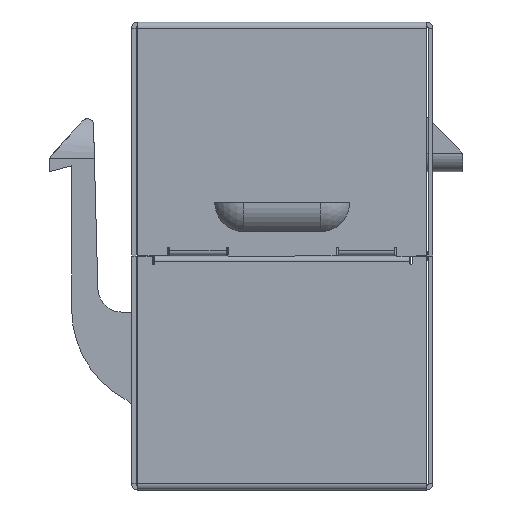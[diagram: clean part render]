
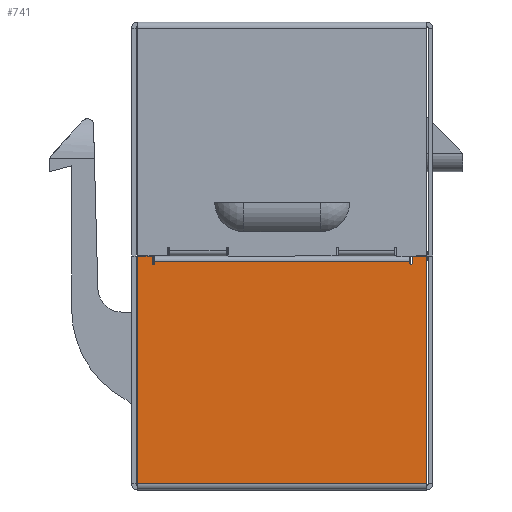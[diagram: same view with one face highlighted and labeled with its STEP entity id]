
A CAD part, left-side view. The second image highlights one B-rep face of the part: STEP entity #741.
In plain terms, the highlighted face is planar.
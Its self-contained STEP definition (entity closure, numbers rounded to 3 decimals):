
#741 = ADVANCED_FACE ( 'NONE', ( #44404 ), #43234, .F. ) ;
#934 = LINE ( 'NONE', #5076, #18557 ) ;
#1196 = DIRECTION ( 'NONE',  ( 0., 0., 1. ) ) ;
#1224 = EDGE_CURVE ( 'NONE', #22548, #18547, #24720, .T. ) ;
#2730 = EDGE_CURVE ( 'NONE', #4621, #37008, #934, .T. ) ;
#3164 = CARTESIAN_POINT ( 'NONE',  ( -6.82, -7.3, -11.975 ) ) ;
#3801 = VECTOR ( 'NONE', #27497, 1000. ) ;
#4601 = CARTESIAN_POINT ( 'NONE',  ( 7.72, -7.3, -12.25 ) ) ;
#4621 = VERTEX_POINT ( 'NONE', #12081 ) ;
#4716 = ORIENTED_EDGE ( 'NONE', *, *, #2730, .F. ) ;
#5076 = CARTESIAN_POINT ( 'NONE',  ( -6.945, -7.3, 0. ) ) ;
#5150 = LINE ( 'NONE', #6016, #33226 ) ;
#5355 = CARTESIAN_POINT ( 'NONE',  ( 6.882, -7.3, -11.85 ) ) ;
#5647 = EDGE_CURVE ( 'NONE', #29800, #4621, #21048, .T. ) ;
#6016 = CARTESIAN_POINT ( 'NONE',  ( 6.945, -7.3, 0. ) ) ;
#6046 = CARTESIAN_POINT ( 'NONE',  ( -6.82, -7.3, -11.85 ) ) ;
#6102 = DIRECTION ( 'NONE',  ( 0., 0., 1. ) ) ;
#6142 = AXIS2_PLACEMENT_3D ( 'NONE', #20865, #8554, #1196 ) ;
#6442 = VECTOR ( 'NONE', #9669, 1000. ) ;
#6624 = EDGE_CURVE ( 'NONE', #20206, #37411, #13321, .T. ) ;
#6775 = AXIS2_PLACEMENT_3D ( 'NONE', #5355, #27144, #6102 ) ;
#7116 = DIRECTION ( 'NONE',  ( 1., 0., 0. ) ) ;
#7515 = LINE ( 'NONE', #14190, #17986 ) ;
#7532 = LINE ( 'NONE', #20116, #6442 ) ;
#8105 = CARTESIAN_POINT ( 'NONE',  ( -6.882, -7.3, -11.85 ) ) ;
#8118 = EDGE_CURVE ( 'NONE', #37411, #37008, #40653, .T. ) ;
#8554 = DIRECTION ( 'NONE',  ( 0., 1., 0. ) ) ;
#8721 = ORIENTED_EDGE ( 'NONE', *, *, #12198, .F. ) ;
#9574 = VERTEX_POINT ( 'NONE', #13343 ) ;
#9669 = DIRECTION ( 'NONE',  ( 0., 0., -1. ) ) ;
#11631 = CARTESIAN_POINT ( 'NONE',  ( -6.82, -7.3, 0. ) ) ;
#11668 = DIRECTION ( 'NONE',  ( 0., 0., 1. ) ) ;
#12081 = CARTESIAN_POINT ( 'NONE',  ( -6.945, -7.3, -11.85 ) ) ;
#12198 = EDGE_CURVE ( 'NONE', #39840, #22548, #5150, .T. ) ;
#12302 = CARTESIAN_POINT ( 'NONE',  ( 6.82, -7.3, -11.85 ) ) ;
#12601 = VECTOR ( 'NONE', #18640, 1000. ) ;
#13088 = DIRECTION ( 'NONE',  ( 0., 0., 1. ) ) ;
#13321 = LINE ( 'NONE', #16668, #41360 ) ;
#13343 = CARTESIAN_POINT ( 'NONE',  ( 7.72, -7.3, -0.08 ) ) ;
#14190 = CARTESIAN_POINT ( 'NONE',  ( -6.82, -7.3, -11.975 ) ) ;
#14778 = ORIENTED_EDGE ( 'NONE', *, *, #34378, .T. ) ;
#15657 = VERTEX_POINT ( 'NONE', #3164 ) ;
#15820 = CARTESIAN_POINT ( 'NONE',  ( 7.72, -7.3, -12.25 ) ) ;
#16132 = CARTESIAN_POINT ( 'NONE',  ( -7.72, -7.3, -0.08 ) ) ;
#16668 = CARTESIAN_POINT ( 'NONE',  ( -7.72, -7.3, -12.25 ) ) ;
#16746 = CARTESIAN_POINT ( 'NONE',  ( 7.72, -7.3, -0.08 ) ) ;
#17986 = VECTOR ( 'NONE', #7116, 1000. ) ;
#18234 = LINE ( 'NONE', #11631, #35804 ) ;
#18547 = VERTEX_POINT ( 'NONE', #12302 ) ;
#18557 = VECTOR ( 'NONE', #26096, 1000. ) ;
#18640 = DIRECTION ( 'NONE',  ( 1., 0., 0. ) ) ;
#18978 = EDGE_CURVE ( 'NONE', #15657, #29800, #18234, .T. ) ;
#19840 = CARTESIAN_POINT ( 'NONE',  ( 6.945, -7.3, -12.25 ) ) ;
#20116 = CARTESIAN_POINT ( 'NONE',  ( 6.82, -7.3, 0. ) ) ;
#20206 = VERTEX_POINT ( 'NONE', #16132 ) ;
#20272 = DIRECTION ( 'NONE',  ( 1., 0., 0. ) ) ;
#20865 = CARTESIAN_POINT ( 'NONE',  ( 7.72, -7.3, 0. ) ) ;
#21048 = CIRCLE ( 'NONE', #24588, 0.063 ) ;
#21189 = VECTOR ( 'NONE', #25613, 1000. ) ;
#22184 = ORIENTED_EDGE ( 'NONE', *, *, #31226, .T. ) ;
#22548 = VERTEX_POINT ( 'NONE', #29909 ) ;
#23424 = ORIENTED_EDGE ( 'NONE', *, *, #5647, .F. ) ;
#23559 = LINE ( 'NONE', #23967, #3801 ) ;
#23967 = CARTESIAN_POINT ( 'NONE',  ( 7.72, -7.3, 0. ) ) ;
#24028 = VECTOR ( 'NONE', #20272, 1000. ) ;
#24588 = AXIS2_PLACEMENT_3D ( 'NONE', #8105, #32741, #11668 ) ;
#24720 = CIRCLE ( 'NONE', #6775, 0.063 ) ;
#25514 = CARTESIAN_POINT ( 'NONE',  ( 7.72, -7.3, -12.25 ) ) ;
#25613 = DIRECTION ( 'NONE',  ( 1., 0., 0. ) ) ;
#26096 = DIRECTION ( 'NONE',  ( 0., 0., -1. ) ) ;
#26320 = ORIENTED_EDGE ( 'NONE', *, *, #8118, .T. ) ;
#27144 = DIRECTION ( 'NONE',  ( 0., -1., 0. ) ) ;
#27497 = DIRECTION ( 'NONE',  ( 0., 0., 1. ) ) ;
#29800 = VERTEX_POINT ( 'NONE', #6046 ) ;
#29909 = CARTESIAN_POINT ( 'NONE',  ( 6.945, -7.3, -11.85 ) ) ;
#30503 = LINE ( 'NONE', #4601, #21189 ) ;
#31137 = VERTEX_POINT ( 'NONE', #15820 ) ;
#31151 = CARTESIAN_POINT ( 'NONE',  ( 6.82, -7.3, -11.975 ) ) ;
#31226 = EDGE_CURVE ( 'NONE', #31137, #9574, #23559, .T. ) ;
#32328 = EDGE_CURVE ( 'NONE', #15657, #45575, #7515, .T. ) ;
#32707 = ORIENTED_EDGE ( 'NONE', *, *, #32328, .T. ) ;
#32741 = DIRECTION ( 'NONE',  ( 0., -1., 0. ) ) ;
#33226 = VECTOR ( 'NONE', #13088, 1000. ) ;
#33393 = LINE ( 'NONE', #16746, #24028 ) ;
#34299 = ORIENTED_EDGE ( 'NONE', *, *, #40628, .F. ) ;
#34307 = ORIENTED_EDGE ( 'NONE', *, *, #40662, .F. ) ;
#34378 = EDGE_CURVE ( 'NONE', #39840, #31137, #30503, .T. ) ;
#35804 = VECTOR ( 'NONE', #39766, 1000. ) ;
#36695 = ORIENTED_EDGE ( 'NONE', *, *, #6624, .T. ) ;
#37008 = VERTEX_POINT ( 'NONE', #41019 ) ;
#37411 = VERTEX_POINT ( 'NONE', #39610 ) ;
#39610 = CARTESIAN_POINT ( 'NONE',  ( -7.72, -7.3, -12.25 ) ) ;
#39766 = DIRECTION ( 'NONE',  ( 0., 0., 1. ) ) ;
#39840 = VERTEX_POINT ( 'NONE', #19840 ) ;
#40628 = EDGE_CURVE ( 'NONE', #18547, #45575, #7532, .T. ) ;
#40653 = LINE ( 'NONE', #25514, #12601 ) ;
#40662 = EDGE_CURVE ( 'NONE', #20206, #9574, #33393, .T. ) ;
#41019 = CARTESIAN_POINT ( 'NONE',  ( -6.945, -7.3, -12.25 ) ) ;
#41360 = VECTOR ( 'NONE', #44624, 1000. ) ;
#43234 = PLANE ( 'NONE',  #6142 ) ;
#43412 = ORIENTED_EDGE ( 'NONE', *, *, #18978, .F. ) ;
#44404 = FACE_OUTER_BOUND ( 'NONE', #44511, .T. ) ;
#44511 = EDGE_LOOP ( 'NONE', ( #4716, #23424, #43412, #32707, #34299, #45375, #8721, #14778, #22184, #34307, #36695, #26320 ) ) ;
#44624 = DIRECTION ( 'NONE',  ( 0., 0., -1. ) ) ;
#45375 = ORIENTED_EDGE ( 'NONE', *, *, #1224, .F. ) ;
#45575 = VERTEX_POINT ( 'NONE', #31151 ) ;
